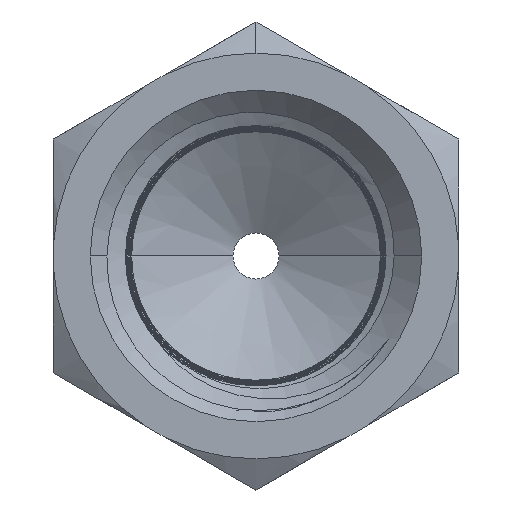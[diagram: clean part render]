
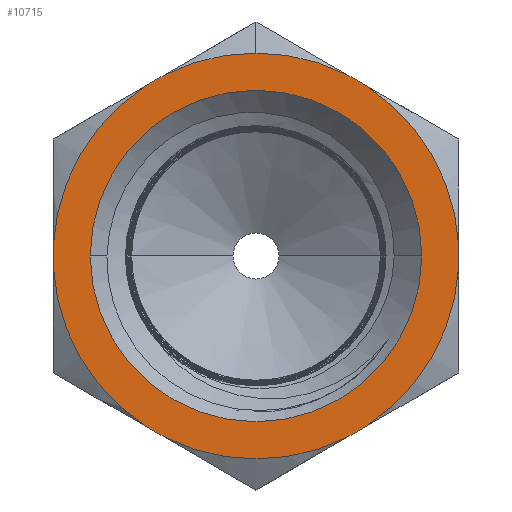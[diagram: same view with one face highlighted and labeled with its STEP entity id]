
A CAD part, front view. The second image highlights one B-rep face of the part: STEP entity #10715.
In plain terms, the highlighted planar face has unit normal (0, -1, 0).
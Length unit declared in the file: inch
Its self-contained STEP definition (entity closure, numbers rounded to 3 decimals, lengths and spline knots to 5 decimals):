
#41 = CARTESIAN_POINT ( 'NONE',  ( 0.15569, 0., -0.30675 ) ) ;
#185 = AXIS2_PLACEMENT_3D ( 'NONE', #5143, #11726, #15654 ) ;
#199 = ORIENTED_EDGE ( 'NONE', *, *, #14786, .F. ) ;
#362 = CIRCLE ( 'NONE', #8080, 0.344 ) ;
#473 = AXIS2_PLACEMENT_3D ( 'NONE', #15080, #11268, #16331 ) ;
#681 = ORIENTED_EDGE ( 'NONE', *, *, #2986, .F. ) ;
#775 = VERTEX_POINT ( 'NONE', #16480 ) ;
#776 = EDGE_CURVE ( 'NONE', #11116, #12909, #1233, .T. ) ;
#933 = DIRECTION ( 'NONE',  ( 0., 1., 0. ) ) ;
#1019 = CARTESIAN_POINT ( 'NONE',  ( 0.3435, 0., 0.01854 ) ) ;
#1233 = LINE ( 'NONE', #11330, #5178 ) ;
#1330 = VECTOR ( 'NONE', #9444, 39.37008 ) ;
#1427 = EDGE_CURVE ( 'NONE', #3880, #3748, #3089, .T. ) ;
#1573 = DIRECTION ( 'NONE',  ( 0., 0., 1. ) ) ;
#2275 = PLANE ( 'NONE',  #5386 ) ;
#2397 = VERTEX_POINT ( 'NONE', #9702 ) ;
#2414 = ORIENTED_EDGE ( 'NONE', *, *, #2710, .F. ) ;
#2567 = DIRECTION ( 'NONE',  ( 0., 0., 1. ) ) ;
#2637 = VECTOR ( 'NONE', #15946, 39.37008 ) ;
#2710 = EDGE_CURVE ( 'NONE', #2397, #7871, #362, .T. ) ;
#2746 = CARTESIAN_POINT ( 'NONE',  ( -0.18781, 0., -0.28821 ) ) ;
#2917 = CARTESIAN_POINT ( 'NONE',  ( 0., 0., 0. ) ) ;
#2986 = EDGE_CURVE ( 'NONE', #14490, #12242, #13502, .T. ) ;
#3080 = ORIENTED_EDGE ( 'NONE', *, *, #14954, .F. ) ;
#3089 = CIRCLE ( 'NONE', #14969, 0.344 ) ;
#3748 = VERTEX_POINT ( 'NONE', #4129 ) ;
#3880 = VERTEX_POINT ( 'NONE', #14112 ) ;
#3920 = EDGE_CURVE ( 'NONE', #3748, #775, #12641, .T. ) ;
#3953 = CARTESIAN_POINT ( 'NONE',  ( 0.18781, 0., -0.28821 ) ) ;
#4033 = VECTOR ( 'NONE', #13371, 39.37008 ) ;
#4129 = CARTESIAN_POINT ( 'NONE',  ( 0., 0., 0.344 ) ) ;
#4218 = ORIENTED_EDGE ( 'NONE', *, *, #13118, .F. ) ;
#4238 = DIRECTION ( 'NONE',  ( 0., -1., 0. ) ) ;
#4390 = ORIENTED_EDGE ( 'NONE', *, *, #11637, .F. ) ;
#4742 = CARTESIAN_POINT ( 'NONE',  ( -0.281, 0., 0. ) ) ;
#4881 = ORIENTED_EDGE ( 'NONE', *, *, #5609, .F. ) ;
#5061 = AXIS2_PLACEMENT_3D ( 'NONE', #10582, #6565, #2567 ) ;
#5120 = VERTEX_POINT ( 'NONE', #9054 ) ;
#5143 = CARTESIAN_POINT ( 'NONE',  ( 0., 0., 0. ) ) ;
#5178 = VECTOR ( 'NONE', #5306, 39.37008 ) ;
#5306 = DIRECTION ( 'NONE',  ( 0., 0., 1. ) ) ;
#5350 = CARTESIAN_POINT ( 'NONE',  ( -0.15569, 0., -0.30675 ) ) ;
#5386 = AXIS2_PLACEMENT_3D ( 'NONE', #14116, #9007, #6170 ) ;
#5388 = CARTESIAN_POINT ( 'NONE',  ( 0., 0., -0.39664 ) ) ;
#5511 = CIRCLE ( 'NONE', #5061, 0.344 ) ;
#5609 = EDGE_CURVE ( 'NONE', #7871, #5120, #10140, .T. ) ;
#5622 = ORIENTED_EDGE ( 'NONE', *, *, #3920, .F. ) ;
#5660 = CIRCLE ( 'NONE', #185, 0.344 ) ;
#5686 = DIRECTION ( 'NONE',  ( 0., 1., 0. ) ) ;
#5824 = ORIENTED_EDGE ( 'NONE', *, *, #7409, .F. ) ;
#5974 = DIRECTION ( 'NONE',  ( 0., 0., 1. ) ) ;
#6005 = CARTESIAN_POINT ( 'NONE',  ( 0., 0., 0. ) ) ;
#6091 = DIRECTION ( 'NONE',  ( 0., 1., 0. ) ) ;
#6105 = CARTESIAN_POINT ( 'NONE',  ( 0., 0., 0. ) ) ;
#6170 = DIRECTION ( 'NONE',  ( 0., 0., 1. ) ) ;
#6218 = EDGE_CURVE ( 'NONE', #6894, #15275, #10970, .T. ) ;
#6341 = DIRECTION ( 'NONE',  ( 0., 0., 1. ) ) ;
#6450 = EDGE_CURVE ( 'NONE', #12909, #16533, #11818, .T. ) ;
#6475 = ORIENTED_EDGE ( 'NONE', *, *, #7649, .F. ) ;
#6565 = DIRECTION ( 'NONE',  ( 0., 1., 0. ) ) ;
#6568 = EDGE_LOOP ( 'NONE', ( #4390, #11239 ) ) ;
#6605 = DIRECTION ( 'NONE',  ( 0.866, 0., 0.5 ) ) ;
#6894 = VERTEX_POINT ( 'NONE', #4742 ) ;
#6967 = VECTOR ( 'NONE', #11006, 39.37008 ) ;
#7409 = EDGE_CURVE ( 'NONE', #775, #2397, #11390, .T. ) ;
#7649 = EDGE_CURVE ( 'NONE', #5120, #14490, #15094, .T. ) ;
#7871 = VERTEX_POINT ( 'NONE', #1019 ) ;
#7999 = FACE_BOUND ( 'NONE', #6568, .T. ) ;
#8080 = AXIS2_PLACEMENT_3D ( 'NONE', #13856, #6091, #5974 ) ;
#8380 = CARTESIAN_POINT ( 'NONE',  ( 0., 0., 0.39664 ) ) ;
#8646 = VERTEX_POINT ( 'NONE', #5350 ) ;
#8663 = DIRECTION ( 'NONE',  ( 0., 0., 1. ) ) ;
#9007 = DIRECTION ( 'NONE',  ( 0., 1., 0. ) ) ;
#9054 = CARTESIAN_POINT ( 'NONE',  ( 0.3435, 0., -0.01854 ) ) ;
#9444 = DIRECTION ( 'NONE',  ( -0.866, 0., 0.5 ) ) ;
#9485 = CARTESIAN_POINT ( 'NONE',  ( 0.3435, 0., 0.19832 ) ) ;
#9702 = CARTESIAN_POINT ( 'NONE',  ( 0.18781, 0., 0.28821 ) ) ;
#10061 = VERTEX_POINT ( 'NONE', #2746 ) ;
#10140 = LINE ( 'NONE', #9485, #4033 ) ;
#10245 = CARTESIAN_POINT ( 'NONE',  ( -0.3435, 0., 0.01854 ) ) ;
#10335 = LINE ( 'NONE', #5388, #1330 ) ;
#10582 = CARTESIAN_POINT ( 'NONE',  ( 0., 0., 0. ) ) ;
#10669 = ORIENTED_EDGE ( 'NONE', *, *, #1427, .F. ) ;
#10715 = ADVANCED_FACE ( 'NONE', ( #7999, #11123 ), #2275, .F. ) ;
#10924 = CARTESIAN_POINT ( 'NONE',  ( 0., 0., 0. ) ) ;
#10925 = CIRCLE ( 'NONE', #11252, 0.281 ) ;
#10952 = ORIENTED_EDGE ( 'NONE', *, *, #17055, .F. ) ;
#10970 = CIRCLE ( 'NONE', #473, 0.281 ) ;
#11006 = DIRECTION ( 'NONE',  ( 0.866, 0., -0.5 ) ) ;
#11116 = VERTEX_POINT ( 'NONE', #14329 ) ;
#11123 = FACE_OUTER_BOUND ( 'NONE', #16962, .T. ) ;
#11175 = DIRECTION ( 'NONE',  ( 0., 1., 0. ) ) ;
#11239 = ORIENTED_EDGE ( 'NONE', *, *, #6218, .F. ) ;
#11252 = AXIS2_PLACEMENT_3D ( 'NONE', #10924, #4238, #16152 ) ;
#11268 = DIRECTION ( 'NONE',  ( 0., -1., 0. ) ) ;
#11330 = CARTESIAN_POINT ( 'NONE',  ( -0.3435, 0., -0.19832 ) ) ;
#11390 = LINE ( 'NONE', #8380, #6967 ) ;
#11637 = EDGE_CURVE ( 'NONE', #15275, #6894, #10925, .T. ) ;
#11726 = DIRECTION ( 'NONE',  ( 0., 1., 0. ) ) ;
#11818 = CIRCLE ( 'NONE', #16341, 0.344 ) ;
#12242 = VERTEX_POINT ( 'NONE', #41 ) ;
#12641 = CIRCLE ( 'NONE', #17263, 0.344 ) ;
#12909 = VERTEX_POINT ( 'NONE', #10245 ) ;
#13118 = EDGE_CURVE ( 'NONE', #10061, #11116, #5511, .T. ) ;
#13217 = CARTESIAN_POINT ( 'NONE',  ( 0.3435, 0., -0.19832 ) ) ;
#13371 = DIRECTION ( 'NONE',  ( 0., 0., -1. ) ) ;
#13502 = LINE ( 'NONE', #13217, #2637 ) ;
#13856 = CARTESIAN_POINT ( 'NONE',  ( 0., 0., 0. ) ) ;
#14112 = CARTESIAN_POINT ( 'NONE',  ( -0.15569, 0., 0.30675 ) ) ;
#14116 = CARTESIAN_POINT ( 'NONE',  ( 0., 0., 0. ) ) ;
#14329 = CARTESIAN_POINT ( 'NONE',  ( -0.3435, 0., -0.01854 ) ) ;
#14490 = VERTEX_POINT ( 'NONE', #3953 ) ;
#14649 = ORIENTED_EDGE ( 'NONE', *, *, #776, .F. ) ;
#14663 = CARTESIAN_POINT ( 'NONE',  ( -0.18781, 0., 0.28821 ) ) ;
#14786 = EDGE_CURVE ( 'NONE', #8646, #10061, #10335, .T. ) ;
#14876 = LINE ( 'NONE', #16003, #15283 ) ;
#14954 = EDGE_CURVE ( 'NONE', #16533, #3880, #14876, .T. ) ;
#14969 = AXIS2_PLACEMENT_3D ( 'NONE', #2917, #5686, #1573 ) ;
#15080 = CARTESIAN_POINT ( 'NONE',  ( 0., 0., 0. ) ) ;
#15094 = CIRCLE ( 'NONE', #17166, 0.344 ) ;
#15275 = VERTEX_POINT ( 'NONE', #15286 ) ;
#15283 = VECTOR ( 'NONE', #6605, 39.37008 ) ;
#15286 = CARTESIAN_POINT ( 'NONE',  ( 0.281, 0., 0. ) ) ;
#15654 = DIRECTION ( 'NONE',  ( 0., 0., 1. ) ) ;
#15946 = DIRECTION ( 'NONE',  ( -0.866, 0., -0.5 ) ) ;
#16003 = CARTESIAN_POINT ( 'NONE',  ( -0.3435, 0., 0.19832 ) ) ;
#16152 = DIRECTION ( 'NONE',  ( 1., 0., 0. ) ) ;
#16331 = DIRECTION ( 'NONE',  ( 1., 0., 0. ) ) ;
#16341 = AXIS2_PLACEMENT_3D ( 'NONE', #17109, #933, #6341 ) ;
#16480 = CARTESIAN_POINT ( 'NONE',  ( 0.15569, 0., 0.30675 ) ) ;
#16533 = VERTEX_POINT ( 'NONE', #14663 ) ;
#16820 = DIRECTION ( 'NONE',  ( 0., 0., 1. ) ) ;
#16880 = DIRECTION ( 'NONE',  ( 0., 1., 0. ) ) ;
#16962 = EDGE_LOOP ( 'NONE', ( #2414, #5824, #5622, #10669, #3080, #17157, #14649, #4218, #199, #10952, #681, #6475, #4881 ) ) ;
#17055 = EDGE_CURVE ( 'NONE', #12242, #8646, #5660, .T. ) ;
#17109 = CARTESIAN_POINT ( 'NONE',  ( 0., 0., 0. ) ) ;
#17157 = ORIENTED_EDGE ( 'NONE', *, *, #6450, .F. ) ;
#17166 = AXIS2_PLACEMENT_3D ( 'NONE', #6005, #11175, #8663 ) ;
#17263 = AXIS2_PLACEMENT_3D ( 'NONE', #6105, #16880, #16820 ) ;
